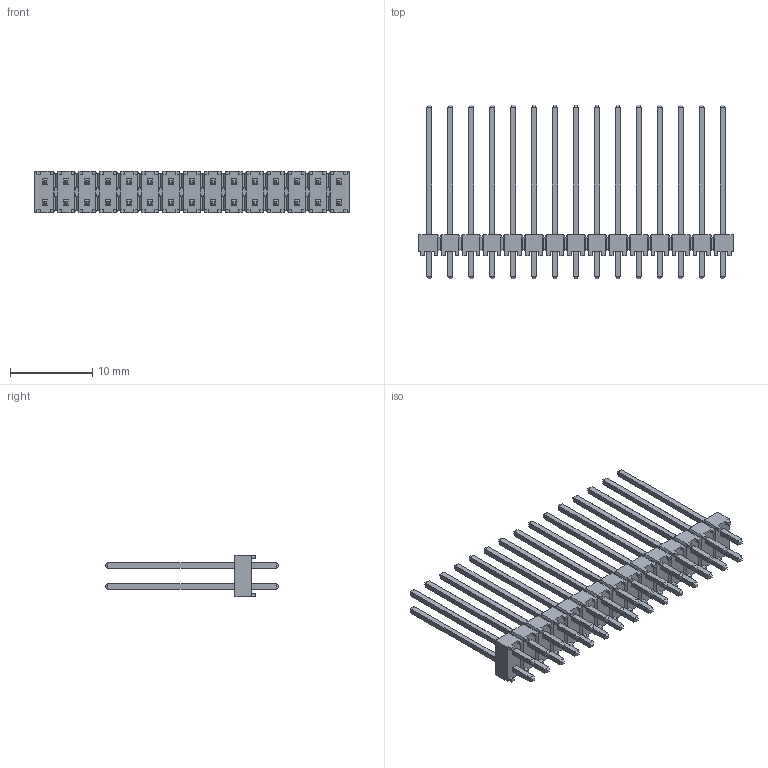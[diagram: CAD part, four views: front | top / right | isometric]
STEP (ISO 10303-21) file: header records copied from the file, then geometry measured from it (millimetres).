
FILE_DESCRIPTION( ( 'STEP AP214' ), '1' );
FILE_NAME( 'TSW-115-17-T-D.stp', '2020-07-21T04:31:52', ( 'License CC BY-ND 4.0' ), ( 'CADENAS' ), ' ', 'PARTsolutions', ' ' );
FILE_SCHEMA( ( 'AUTOMOTIVE_DESIGN { 1 0 10303 214 1 1 1 1 }' ) );
Length unit declared in the file: inch
Products named in the file (3): TSW-115-17-T-D; _TSW-115-17-T-D_body; _T-1S6-10-TSW-1-17-15-D
Assembly tree (2 placements, depth 2):
  TSW-115-17-T-D
    _TSW-115-17-T-D_body
    _T-1S6-10-TSW-1-17-15-D
Bounding box: 38.1 x 21.08 x 5.08 mm (x, y, z)
Volume: 617.4 mm3; surface area: 2662.7 mm2
Topology: 2 solids, 2 shells, 1248 faces, 3116 edges, 1904 vertices
Faces by surface type: plane 1248
Entity records: 45894 total; most frequent: CARTESIAN_POINT 6271, ORIENTED_EDGE 6232, DIRECTION 5618, EDGE_CURVE 3116, LINE 3116, VECTOR 3116, VERTEX_POINT 1904, EDGE_LOOP 1368
